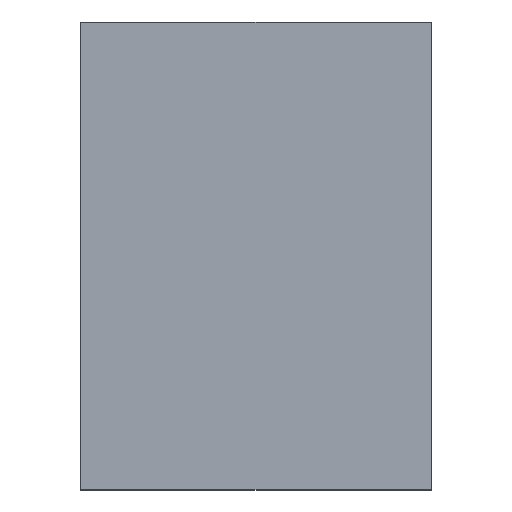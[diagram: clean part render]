
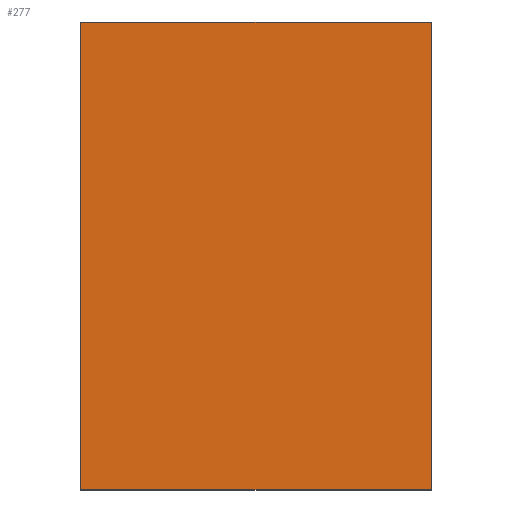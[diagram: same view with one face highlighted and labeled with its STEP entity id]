
A CAD part, top view. The second image highlights one B-rep face of the part: STEP entity #277.
In plain terms, the highlighted planar face has unit normal (0, 0, 1).
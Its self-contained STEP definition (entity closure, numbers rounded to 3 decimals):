
#178=FACE_OUTER_BOUND('',#706,.T.);
#277=ADVANCED_FACE('',(#178),#358,.F.);
#358=PLANE('',#1722);
#433=LINE('',#2873,#534);
#438=LINE('',#2884,#539);
#441=LINE('',#2889,#542);
#442=LINE('',#2890,#543);
#534=VECTOR('',#1979,1.);
#539=VECTOR('',#1988,1.);
#542=VECTOR('',#1993,1.);
#543=VECTOR('',#1994,1.);
#706=EDGE_LOOP('',(#955,#956,#957,#958));
#955=ORIENTED_EDGE('',*,*,#1489,.T.);
#956=ORIENTED_EDGE('',*,*,#1480,.F.);
#957=ORIENTED_EDGE('',*,*,#1490,.F.);
#958=ORIENTED_EDGE('',*,*,#1486,.T.);
#1307=VERTEX_POINT('',#2872);
#1308=VERTEX_POINT('',#2874);
#1311=VERTEX_POINT('',#2883);
#1312=VERTEX_POINT('',#2885);
#1480=EDGE_CURVE('',#1307,#1308,#433,.T.);
#1486=EDGE_CURVE('',#1312,#1311,#438,.T.);
#1489=EDGE_CURVE('',#1311,#1308,#441,.T.);
#1490=EDGE_CURVE('',#1312,#1307,#442,.T.);
#1722=AXIS2_PLACEMENT_3D('',#2891,#1995,#1996);
#1979=DIRECTION('',(-1.,0.,0.));
#1988=DIRECTION('',(-1.,0.,0.));
#1993=DIRECTION('',(0.,-1.,0.));
#1994=DIRECTION('',(0.,-1.,0.));
#1995=DIRECTION('',(0.,0.,-1.));
#1996=DIRECTION('',(-1.,0.,0.));
#2872=CARTESIAN_POINT('',(30.,-40.,32.));
#2873=CARTESIAN_POINT('',(30.,-40.,32.));
#2874=CARTESIAN_POINT('',(-30.,-40.,32.));
#2883=CARTESIAN_POINT('',(-30.,40.,32.));
#2884=CARTESIAN_POINT('',(30.,40.,32.));
#2885=CARTESIAN_POINT('',(30.,40.,32.));
#2889=CARTESIAN_POINT('',(-30.,40.,32.));
#2890=CARTESIAN_POINT('',(30.,40.,32.));
#2891=CARTESIAN_POINT('',(30.,40.,32.));
